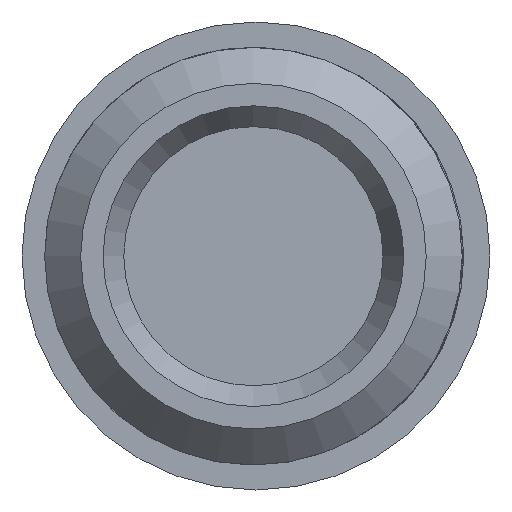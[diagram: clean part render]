
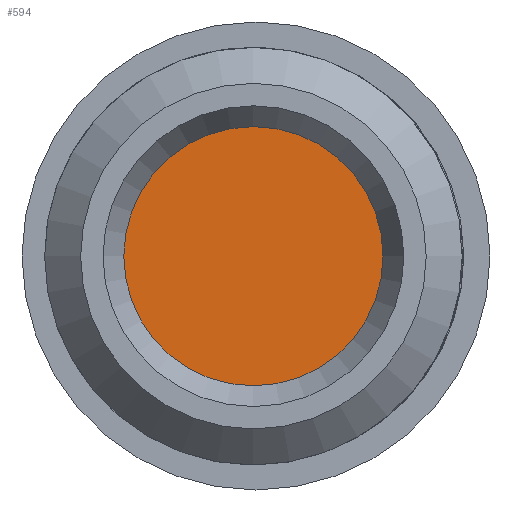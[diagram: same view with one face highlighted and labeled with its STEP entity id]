
A CAD part, front view. The second image highlights one B-rep face of the part: STEP entity #594.
In plain terms, the highlighted planar face has unit normal (0, -1, 0).
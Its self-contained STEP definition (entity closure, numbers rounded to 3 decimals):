
#41=PLANE('',#651);
#59=FACE_OUTER_BOUND('',#92,.T.);
#92=EDGE_LOOP('',(#384));
#188=CIRCLE('',#646,1.8);
#234=VERTEX_POINT('',#915);
#294=EDGE_CURVE('',#234,#234,#188,.T.);
#384=ORIENTED_EDGE('',*,*,#294,.T.);
#594=ADVANCED_FACE('',(#59),#41,.T.);
#646=AXIS2_PLACEMENT_3D('',#916,#728,#729);
#651=AXIS2_PLACEMENT_3D('',#925,#739,#740);
#728=DIRECTION('center_axis',(0.,-1.,0.));
#729=DIRECTION('ref_axis',(-1.,0.,0.));
#739=DIRECTION('center_axis',(0.,-1.,0.));
#740=DIRECTION('ref_axis',(0.,0.,-1.));
#915=CARTESIAN_POINT('',(-24.422,-17.169,27.182));
#916=CARTESIAN_POINT('Origin',(-26.222,-17.169,27.182));
#925=CARTESIAN_POINT('Origin',(-26.222,-17.169,27.182));
